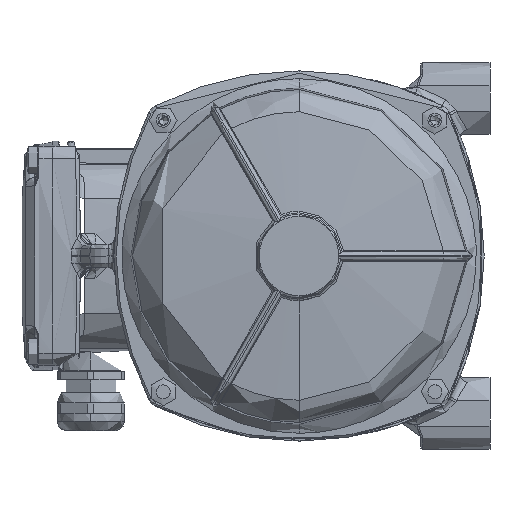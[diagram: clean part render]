
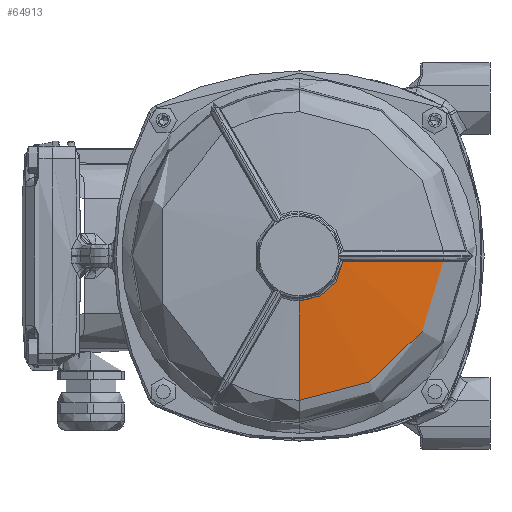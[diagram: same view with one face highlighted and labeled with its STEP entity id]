
A CAD part, left-side view. The second image highlights one B-rep face of the part: STEP entity #64913.
In plain terms, the highlighted conical face has half-angle 85 degrees and reference radius 62.348 mm.
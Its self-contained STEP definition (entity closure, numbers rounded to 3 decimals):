
#638 = CARTESIAN_POINT ( 'NONE',  ( -139.137, -51.571, -2.391 ) ) ;
#987 = CARTESIAN_POINT ( 'NONE',  ( -141.011, -30.116, -2.39 ) ) ;
#1715 = CARTESIAN_POINT ( 'NONE',  ( -141.479, -24.743, -2.389 ) ) ;
#2478 = CARTESIAN_POINT ( 'NONE',  ( -138.199, 0., 0. ) ) ;
#7410 = CARTESIAN_POINT ( 'NONE',  ( -140.075, -40.833, -2.391 ) ) ;
#7778 = CARTESIAN_POINT ( 'NONE',  ( -138.197, -62.324, -2.391 ) ) ;
#8840 = CARTESIAN_POINT ( 'NONE',  ( -140.064, -40.963, -2.391 ) ) ;
#9557 = CARTESIAN_POINT ( 'NONE',  ( -141.486, -24.667, -2.389 ) ) ;
#9899 = CARTESIAN_POINT ( 'NONE',  ( -140.989, -30.368, -2.39 ) ) ;
#15120 = CARTESIAN_POINT ( 'NONE',  ( -138.199, 0., -62.348 ) ) ;
#15808 = AXIS2_PLACEMENT_3D ( 'NONE', #2478, #35525, #44056 ) ;
#16299 = CARTESIAN_POINT ( 'NONE',  ( -139.108, -51.902, -2.391 ) ) ;
#16649 = CARTESIAN_POINT ( 'NONE',  ( -139.48, -47.648, -2.391 ) ) ;
#17002 = CARTESIAN_POINT ( 'NONE',  ( -140.077, -40.814, -2.391 ) ) ;
#17715 = CARTESIAN_POINT ( 'NONE',  ( -141.483, -24.699, -2.389 ) ) ;
#17878 = VERTEX_POINT ( 'NONE', #22108 ) ;
#18419 = CARTESIAN_POINT ( 'NONE',  ( -141.014, -30.074, -2.39 ) ) ;
#19154 = CARTESIAN_POINT ( 'NONE',  ( -138.199, 0., 0. ) ) ;
#19503 = VERTEX_POINT ( 'NONE', #92256 ) ;
#21276 = AXIS2_PLACEMENT_3D ( 'NONE', #19154, #100756, #51862 ) ;
#21455 = ORIENTED_EDGE ( 'NONE', *, *, #49257, .T. ) ;
#22108 = CARTESIAN_POINT ( 'NONE',  ( -138.199, 0., -62.348 ) ) ;
#24117 = CARTESIAN_POINT ( 'NONE',  ( -138.885, -54.461, -2.391 ) ) ;
#24277 = CARTESIAN_POINT ( 'NONE',  ( -138.197, -62.324, -2.391 ) ) ;
#24455 = CARTESIAN_POINT ( 'NONE',  ( -139.139, -51.554, -2.391 ) ) ;
#25174 = CARTESIAN_POINT ( 'NONE',  ( -140.079, -40.797, -2.391 ) ) ;
#25876 = CARTESIAN_POINT ( 'NONE',  ( -140.428, -36.799, -2.391 ) ) ;
#27923 = EDGE_LOOP ( 'NONE', ( #21455, #64060, #66717, #93113 ) ) ;
#30575 = B_SPLINE_CURVE_WITH_KNOTS ( 'NONE', 3,
 ( #7778, #72506, #80730, #65035, #24117, #88956, #81816, #16299, #81079, #73233, #33004, #638, #105005, #24455, #81443, #16649, #89663, #40829, #48982, #90013, #57527, #96834, #8840, #65756, #7410, #17002, #73954, #25174, #88615, #25876, #75741, #82882, #58956, #66473, #75389, #9899, #74677, #987, #18419, #67541, #42612, #42258, #34071, #98609, #57889, #82175, #91103, #50417, #34431, #99319, #1715, #17715, #58251, #9557, #41538, #67184, #58606, #49710 ),
 .UNSPECIFIED., .F., .F.,
 ( 4, 2, 1, 1, 1, 1, 1, 1, 1, 2, 2, 2, 2, 1, 1, 1, 1, 1, 1, 2, 2, 2, 2, 1, 1, 1, 1, 1, 1, 2, 2, 2, 2, 1, 1, 1, 1, 1, 2, 2, 4 ),
 ( 0., 0.125, 0.188, 0.219, 0.234, 0.242, 0.246, 0.248, 0.249, 0.25, 0.25, 0.375, 0.437, 0.469, 0.484, 0.492, 0.496, 0.498, 0.499, 0.5, 0.5, 0.625, 0.687, 0.719, 0.734, 0.742, 0.746, 0.748, 0.749, 0.75, 0.75, 0.812, 0.844, 0.859, 0.867, 0.871, 0.873, 0.874, 0.875, 0.875, 1. ),
 .UNSPECIFIED. ) ;
#33004 = CARTESIAN_POINT ( 'NONE',  ( -139.136, -51.59, -2.391 ) ) ;
#33024 = CARTESIAN_POINT ( 'NONE',  ( -141.955, 0., 0. ) ) ;
#33477 = CONICAL_SURFACE ( 'NONE', #21276, 62.348, 1.484 ) ;
#34071 = CARTESIAN_POINT ( 'NONE',  ( -141.104, -29.049, -2.39 ) ) ;
#34431 = CARTESIAN_POINT ( 'NONE',  ( -141.456, -25.011, -2.389 ) ) ;
#35525 = DIRECTION ( 'NONE',  ( 1., 0., 0. ) ) ;
#37736 = VERTEX_POINT ( 'NONE', #24277 ) ;
#37985 = VECTOR ( 'NONE', #55294, 1000. ) ;
#40829 = CARTESIAN_POINT ( 'NONE',  ( -139.791, -44.089, -2.391 ) ) ;
#41121 = FACE_OUTER_BOUND ( 'NONE', #27923, .T. ) ;
#41210 = DIRECTION ( 'NONE',  ( 0., 0., -1. ) ) ;
#41538 = CARTESIAN_POINT ( 'NONE',  ( -141.486, -24.662, -2.389 ) ) ;
#42258 = CARTESIAN_POINT ( 'NONE',  ( -141.017, -30.04, -2.39 ) ) ;
#42612 = CARTESIAN_POINT ( 'NONE',  ( -141.017, -30.045, -2.39 ) ) ;
#44056 = DIRECTION ( 'NONE',  ( 0., 0., 1. ) ) ;
#46847 = LINE ( 'NONE', #15120, #37985 ) ;
#48982 = CARTESIAN_POINT ( 'NONE',  ( -139.902, -42.822, -2.391 ) ) ;
#49257 = EDGE_CURVE ( 'NONE', #19503, #80353, #55420, .T. ) ;
#49710 = CARTESIAN_POINT ( 'NONE',  ( -141.955, -19.276, -2.388 ) ) ;
#50417 = CARTESIAN_POINT ( 'NONE',  ( -141.424, -25.372, -2.39 ) ) ;
#51862 = DIRECTION ( 'NONE',  ( 0., 0., -1. ) ) ;
#55294 = DIRECTION ( 'NONE',  ( 0.087, 0., -0.996 ) ) ;
#55420 = CIRCLE ( 'NONE', #99309, 19.423 ) ;
#57527 = CARTESIAN_POINT ( 'NONE',  ( -140.018, -41.488, -2.391 ) ) ;
#57889 = CARTESIAN_POINT ( 'NONE',  ( -141.303, -26.765, -2.39 ) ) ;
#58251 = CARTESIAN_POINT ( 'NONE',  ( -141.485, -24.68, -2.389 ) ) ;
#58606 = CARTESIAN_POINT ( 'NONE',  ( -141.818, -20.853, -2.389 ) ) ;
#58956 = CARTESIAN_POINT ( 'NONE',  ( -140.846, -32.004, -2.39 ) ) ;
#64060 = ORIENTED_EDGE ( 'NONE', *, *, #72076, .T. ) ;
#64815 = EDGE_CURVE ( 'NONE', #37736, #17878, #92191, .T. ) ;
#64913 = ADVANCED_FACE ( 'NONE', ( #41121 ), #33477, .T. ) ;
#65035 = CARTESIAN_POINT ( 'NONE',  ( -138.77, -55.774, -2.391 ) ) ;
#65058 = DIRECTION ( 'NONE',  ( 1., 0., 0. ) ) ;
#65756 = CARTESIAN_POINT ( 'NONE',  ( -140.072, -40.876, -2.391 ) ) ;
#66473 = CARTESIAN_POINT ( 'NONE',  ( -140.899, -31.395, -2.39 ) ) ;
#66717 = ORIENTED_EDGE ( 'NONE', *, *, #64815, .F. ) ;
#67184 = CARTESIAN_POINT ( 'NONE',  ( -141.662, -22.646, -2.389 ) ) ;
#67541 = CARTESIAN_POINT ( 'NONE',  ( -141.016, -30.056, -2.39 ) ) ;
#72076 = EDGE_CURVE ( 'NONE', #80353, #17878, #46847, .T. ) ;
#72506 = CARTESIAN_POINT ( 'NONE',  ( -138.371, -60.34, -2.391 ) ) ;
#73233 = CARTESIAN_POINT ( 'NONE',  ( -139.132, -51.635, -2.391 ) ) ;
#73954 = CARTESIAN_POINT ( 'NONE',  ( -140.078, -40.802, -2.391 ) ) ;
#74677 = CARTESIAN_POINT ( 'NONE',  ( -141.004, -30.2, -2.39 ) ) ;
#75389 = CARTESIAN_POINT ( 'NONE',  ( -140.959, -30.706, -2.39 ) ) ;
#75741 = CARTESIAN_POINT ( 'NONE',  ( -140.662, -34.11, -2.391 ) ) ;
#76707 = CARTESIAN_POINT ( 'NONE',  ( -141.955, 0., -19.423 ) ) ;
#80353 = VERTEX_POINT ( 'NONE', #76707 ) ;
#80730 = CARTESIAN_POINT ( 'NONE',  ( -138.535, -58.463, -2.391 ) ) ;
#81079 = CARTESIAN_POINT ( 'NONE',  ( -139.124, -51.724, -2.391 ) ) ;
#81443 = CARTESIAN_POINT ( 'NONE',  ( -139.314, -49.545, -2.391 ) ) ;
#81816 = CARTESIAN_POINT ( 'NONE',  ( -139.077, -52.261, -2.391 ) ) ;
#82175 = CARTESIAN_POINT ( 'NONE',  ( -141.341, -26.327, -2.39 ) ) ;
#82882 = CARTESIAN_POINT ( 'NONE',  ( -140.738, -33.247, -2.391 ) ) ;
#88615 = CARTESIAN_POINT ( 'NONE',  ( -140.259, -38.727, -2.391 ) ) ;
#88956 = CARTESIAN_POINT ( 'NONE',  ( -139.014, -52.985, -2.391 ) ) ;
#89663 = CARTESIAN_POINT ( 'NONE',  ( -139.715, -44.959, -2.391 ) ) ;
#90013 = CARTESIAN_POINT ( 'NONE',  ( -139.956, -42.199, -2.391 ) ) ;
#91103 = CARTESIAN_POINT ( 'NONE',  ( -141.397, -25.688, -2.39 ) ) ;
#92191 = CIRCLE ( 'NONE', #15808, 62.348 ) ;
#92256 = CARTESIAN_POINT ( 'NONE',  ( -142.309, -18.974, -2.187 ) ) ;
#93113 = ORIENTED_EDGE ( 'NONE', *, *, #102598, .T. ) ;
#96834 = CARTESIAN_POINT ( 'NONE',  ( -140.049, -41.137, -2.391 ) ) ;
#98609 = CARTESIAN_POINT ( 'NONE',  ( -141.186, -28.109, -2.39 ) ) ;
#99309 = AXIS2_PLACEMENT_3D ( 'NONE', #33024, #65058, #41210 ) ;
#99319 = CARTESIAN_POINT ( 'NONE',  ( -141.471, -24.832, -2.389 ) ) ;
#100756 = DIRECTION ( 'NONE',  ( 1., 0., 0. ) ) ;
#102598 = EDGE_CURVE ( 'NONE', #37736, #19503, #30575, .T. ) ;
#105005 = CARTESIAN_POINT ( 'NONE',  ( -139.138, -51.558, -2.391 ) ) ;
